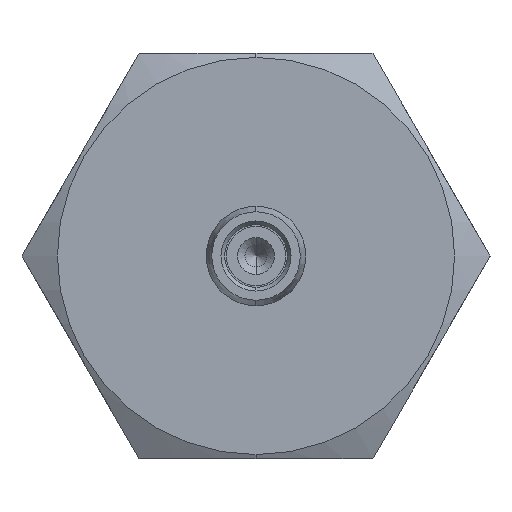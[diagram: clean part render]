
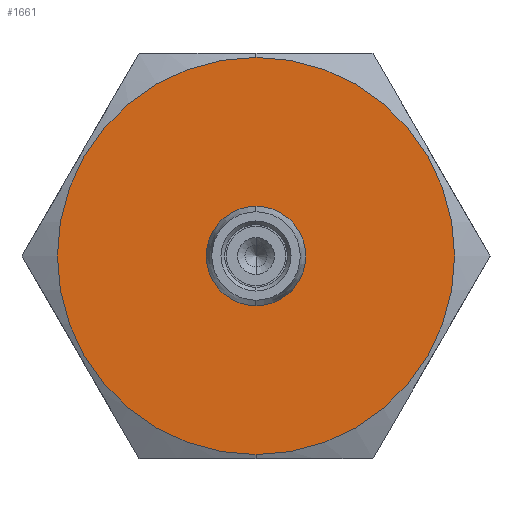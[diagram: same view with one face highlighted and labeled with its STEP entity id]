
A CAD part, left-side view. The second image highlights one B-rep face of the part: STEP entity #1661.
In plain terms, the highlighted planar face has unit normal (-1, 0, 0).
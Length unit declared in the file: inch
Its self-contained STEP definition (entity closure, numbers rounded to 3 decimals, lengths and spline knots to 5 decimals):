
#302 = CARTESIAN_POINT ( 'NONE',  ( -0.51378, 0., 0. ) ) ;
#304 = DIRECTION ( 'NONE',  ( -1., 0., 0. ) ) ;
#306 = DIRECTION ( 'NONE',  ( 0., 0., 1. ) ) ;
#387 = CARTESIAN_POINT ( 'NONE',  ( -0.51378, 0., 0. ) ) ;
#388 = DIRECTION ( 'NONE',  ( -1., 0., 0. ) ) ;
#389 = DIRECTION ( 'NONE',  ( 0., 0., 1. ) ) ;
#1529 = AXIS2_PLACEMENT_3D ( 'NONE', #3290, #3292, #3283 ) ;
#1661 = ADVANCED_FACE ( 'NONE', ( #2241, #2254 ), #3286, .F. ) ;
#1696 = CIRCLE ( 'NONE', #2664, 0.21219 ) ;
#1867 = EDGE_LOOP ( 'NONE', ( #1932, #2003 ) ) ;
#1930 = EDGE_LOOP ( 'NONE', ( #1948, #2058 ) ) ;
#1932 = ORIENTED_EDGE ( 'NONE', *, *, #2072, .F. ) ;
#1948 = ORIENTED_EDGE ( 'NONE', *, *, #3637, .T. ) ;
#2003 = ORIENTED_EDGE ( 'NONE', *, *, #3654, .F. ) ;
#2058 = ORIENTED_EDGE ( 'NONE', *, *, #3546, .T. ) ;
#2072 = EDGE_CURVE ( 'NONE', #2464, #2497, #2147, .T. ) ;
#2147 = CIRCLE ( 'NONE', #2602, 0.05207 ) ;
#2165 = CIRCLE ( 'NONE', #2614, 0.21219 ) ;
#2241 = FACE_BOUND ( 'NONE', #1867, .T. ) ;
#2254 = FACE_OUTER_BOUND ( 'NONE', #1930, .T. ) ;
#2459 = VERTEX_POINT ( 'NONE', #3091 ) ;
#2464 = VERTEX_POINT ( 'NONE', #3099 ) ;
#2497 = VERTEX_POINT ( 'NONE', #3131 ) ;
#2530 = VERTEX_POINT ( 'NONE', #3178 ) ;
#2602 = AXIS2_PLACEMENT_3D ( 'NONE', #3107, #3104, #3103 ) ;
#2614 = AXIS2_PLACEMENT_3D ( 'NONE', #3298, #3299, #3300 ) ;
#2664 = AXIS2_PLACEMENT_3D ( 'NONE', #302, #304, #306 ) ;
#2681 = AXIS2_PLACEMENT_3D ( 'NONE', #387, #388, #389 ) ;
#2787 = CIRCLE ( 'NONE', #2681, 0.05207 ) ;
#3091 = CARTESIAN_POINT ( 'NONE',  ( -0.51378, 0., -0.21219 ) ) ;
#3099 = CARTESIAN_POINT ( 'NONE',  ( -0.51378, 0., 0.05207 ) ) ;
#3103 = DIRECTION ( 'NONE',  ( 0., 0., 1. ) ) ;
#3104 = DIRECTION ( 'NONE',  ( -1., 0., 0. ) ) ;
#3107 = CARTESIAN_POINT ( 'NONE',  ( -0.51378, 0., 0. ) ) ;
#3131 = CARTESIAN_POINT ( 'NONE',  ( -0.51378, 0., -0.05207 ) ) ;
#3178 = CARTESIAN_POINT ( 'NONE',  ( -0.51378, 0., 0.21219 ) ) ;
#3283 = DIRECTION ( 'NONE',  ( 0., 0., -1. ) ) ;
#3286 = PLANE ( 'NONE',  #1529 ) ;
#3290 = CARTESIAN_POINT ( 'NONE',  ( -0.51378, 0., -0.05207 ) ) ;
#3292 = DIRECTION ( 'NONE',  ( 1., 0., 0. ) ) ;
#3298 = CARTESIAN_POINT ( 'NONE',  ( -0.51378, 0., 0. ) ) ;
#3299 = DIRECTION ( 'NONE',  ( -1., 0., 0. ) ) ;
#3300 = DIRECTION ( 'NONE',  ( 0., 0., 1. ) ) ;
#3546 = EDGE_CURVE ( 'NONE', #2530, #2459, #2165, .T. ) ;
#3637 = EDGE_CURVE ( 'NONE', #2459, #2530, #1696, .T. ) ;
#3654 = EDGE_CURVE ( 'NONE', #2497, #2464, #2787, .T. ) ;
